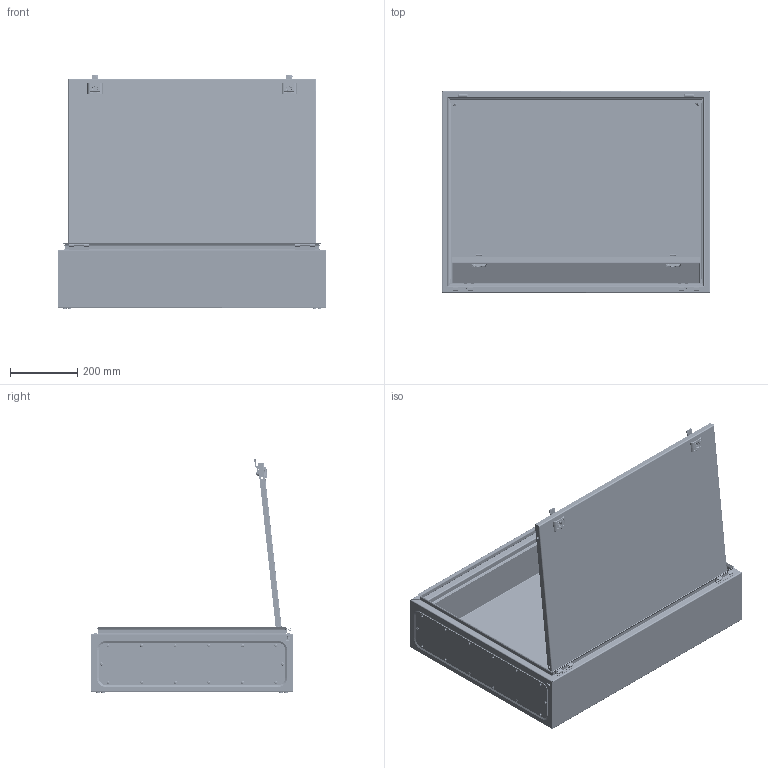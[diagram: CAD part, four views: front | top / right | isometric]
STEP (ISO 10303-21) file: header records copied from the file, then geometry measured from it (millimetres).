
FILE_DESCRIPTION (( 'STEP AP203' ), '1' );
FILE_NAME ('R5IE86.step', '2011-10-28T12:52:23', ( 'User' ), ( 'DKC' ), 'SwSTEP 2.0', 'SolidWorks 2011', '' );
FILE_SCHEMA (( 'CONFIG_CONTROL_DESIGN' ));
Products named in the file (36): R5IE86; end-cap; Screw M6x12_DIN 6921 - M6 x 12 x 12-S; Dado gabbia 11x11 M6; dado quadrato 11x11 M6_Default; gabbia M6_Default; MOLLA AC00C344_AC00C344; Handle for sectional internal door; AC00C348; Hex Flange Bolt M6x10_ISO 4162 - M6 x 12 x 12-S; Linguetta per porte interne AC00C537 accord to example; Inserto a doppio pettine AC00C343_AC00C343; BASETTA ESTERNA PER BOX AC00C503_AC00C503; Capscrew with recessed hexahedron M6 x 10_ISO 4762 M6 x 10 --- 10S; Montante sinistro porta interna cassa CE_800; Ïåòëÿ âíóòðåííåé äâåðè1; axis_Default; ïåòëÿ öåíòð; ïåòëÿ; Traversino porta interna cassa CE_600; Montante destro porta interna cassa CE_800; Porta interna cassa CE 11111_800x600; Frames CE assemble 11111_800x600x200 R5CE0862; land; Tapping screw 4.8x9.5 AC00C352_AC00C352; End-cup AC00C383_Default; Tapping screw 4.2x16_Tapping screw 4.2x16; Blocchetto fissaggio cerniera AC00C354_AC00C354; CERNIERA AC00C399_Default; Flange nut M6_ISO 7044-M6-S; Perno M6 AC00C145_1; Sealant AC00C355; End-cup AC00C317_Default; Flanges CE_527x97; Sealants of flange_527x97; Frames CE 11111_800x600x200
Assembly tree (101 placements, depth 3):
  R5IE86
    Capscrew with recessed hexahedron M6 x 10_ISO 4762 M6 x 10 --- 10S  x2
    end-cap  x2
    Screw M6x12_DIN 6921 - M6 x 12 x 12-S  x4
    MOLLA AC00C344_AC00C344  x2
    Flange nut M6_ISO 7044-M6-S  x4
    Montante sinistro porta interna cassa CE_800
    Traversino porta interna cassa CE_600  x2
    Handle for sectional internal door  x2
      BASETTA ESTERNA PER BOX AC00C503_AC00C503
      Linguetta per porte interne AC00C537 accord to example
      Inserto a doppio pettine AC00C343_AC00C343
      AC00C348
      Hex Flange Bolt M6x10_ISO 4162 - M6 x 12 x 12-S
    Ïåòëÿ âíóòðåííåé äâåðè1  x2
      ïåòëÿ öåíòð
      ïåòëÿ
      axis_Default
    Frames CE assemble 11111_800x600x200 R5CE0862
      Tapping screw 4.8x9.5 AC00C352_AC00C352  x28
      Sealant AC00C355  x4
      Tapping screw 4.2x16_Tapping screw 4.2x16  x4
      Blocchetto fissaggio cerniera AC00C354_AC00C354  x2
      Perno M6 AC00C145_1  x4
      land  x4
      CERNIERA AC00C399_Default  x2
      Sealants of flange_527x97
      Flange nut M6_ISO 7044-M6-S  x4
      End-cup AC00C383_Default  x2
      End-cup AC00C317_Default  x4
      Flanges CE_527x97
      Frames CE 11111_800x600x200
    land  x2
    Montante destro porta interna cassa CE_800
    Dado gabbia 11x11 M6  x4
      dado quadrato 11x11 M6_Default
      gabbia M6_Default
    Porta interna cassa CE 11111_800x600
Bounding box: 800.13 x 600 x 696.34 mm (x, y, z)
Volume: 2698481.6 mm3; surface area: 3602053.7 mm2
Topology: 112 solids, 112 shells, 8814 faces, 22382 edges, 13914 vertices
Faces by surface type: plane 2386, bspline 2154, cylinder 2136, cone 1890, torus 184, sphere 64
Entity records: 156828 total; most frequent: CARTESIAN_POINT 94361, ORIENTED_EDGE 12636, DIRECTION 10820, EDGE_CURVE 6318, VERTEX_POINT 3946, AXIS2_PLACEMENT_3D 3914, VECTOR 2992, LINE 2992
